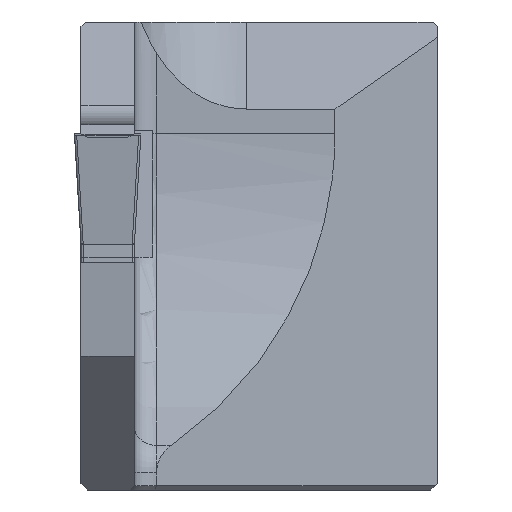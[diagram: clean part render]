
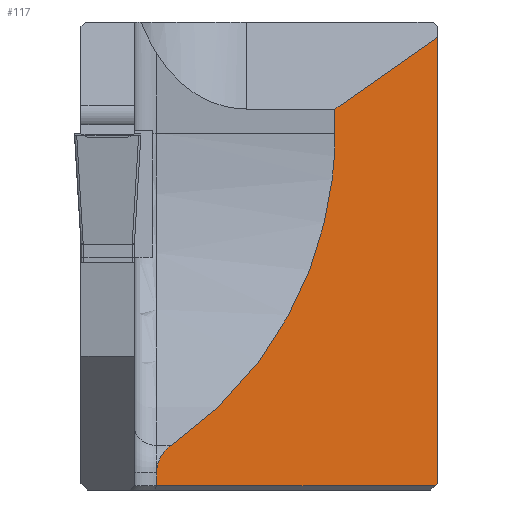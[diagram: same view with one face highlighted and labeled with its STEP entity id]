
A CAD part, left-side view. The second image highlights one B-rep face of the part: STEP entity #117.
In plain terms, the highlighted planar face has unit normal (-0.707, -0.707, 0).
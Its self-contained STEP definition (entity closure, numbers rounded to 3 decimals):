
#83=ELLIPSE('',#1900,24.042,17.);
#84=ELLIPSE('',#1901,2.121,1.5);
#117=ADVANCED_FACE('',(#299),#220,.F.);
#220=PLANE('',#1902);
#299=FACE_OUTER_BOUND('',#403,.T.);
#403=EDGE_LOOP('',(#555,#556,#557,#558,#559,#560,#561,#562));
#555=ORIENTED_EDGE('',*,*,#1242,.F.);
#556=ORIENTED_EDGE('',*,*,#1215,.F.);
#557=ORIENTED_EDGE('',*,*,#1243,.F.);
#558=ORIENTED_EDGE('',*,*,#1235,.F.);
#559=ORIENTED_EDGE('',*,*,#1244,.F.);
#560=ORIENTED_EDGE('',*,*,#1245,.F.);
#561=ORIENTED_EDGE('',*,*,#1246,.T.);
#562=ORIENTED_EDGE('',*,*,#1247,.T.);
#1051=VERTEX_POINT('',#2574);
#1053=VERTEX_POINT('',#2577);
#1072=VERTEX_POINT('',#2617);
#1073=VERTEX_POINT('',#2619);
#1077=VERTEX_POINT('',#2638);
#1078=VERTEX_POINT('',#2641);
#1079=VERTEX_POINT('',#2643);
#1080=VERTEX_POINT('',#2645);
#1215=EDGE_CURVE('',#1051,#1053,#1478,.T.);
#1235=EDGE_CURVE('',#1072,#1073,#1494,.T.);
#1242=EDGE_CURVE('',#1053,#1077,#1498,.T.);
#1243=EDGE_CURVE('',#1073,#1051,#1499,.T.);
#1244=EDGE_CURVE('',#1078,#1072,#83,.T.);
#1245=EDGE_CURVE('',#1079,#1078,#84,.T.);
#1246=EDGE_CURVE('',#1079,#1080,#1500,.T.);
#1247=EDGE_CURVE('',#1080,#1077,#1501,.T.);
#1478=LINE('',#2576,#1684);
#1494=LINE('',#2618,#1700);
#1498=LINE('',#2637,#1704);
#1499=LINE('',#2639,#1705);
#1500=LINE('',#2644,#1706);
#1501=LINE('',#2646,#1707);
#1684=VECTOR('',#2051,1.);
#1700=VECTOR('',#2079,1.);
#1704=VECTOR('',#2091,1.);
#1705=VECTOR('',#2092,1.);
#1706=VECTOR('',#2097,1.);
#1707=VECTOR('',#2098,1.);
#1900=AXIS2_PLACEMENT_3D('',#2640,#2093,#2094);
#1901=AXIS2_PLACEMENT_3D('',#2642,#2095,#2096);
#1902=AXIS2_PLACEMENT_3D('',#2647,#2099,#2100);
#2051=DIRECTION('',(0.,0.,-1.));
#2079=DIRECTION('',(0.,0.,1.));
#2091=DIRECTION('',(-0.577,0.577,-0.577));
#2092=DIRECTION('',(0.634,-0.634,0.444));
#2093=DIRECTION('',(-0.707,-0.707,0.));
#2094=DIRECTION('',(-0.707,0.707,0.));
#2095=DIRECTION('',(0.707,0.707,0.));
#2096=DIRECTION('',(-0.707,0.707,0.));
#2097=DIRECTION('',(0.,0.,-1.));
#2098=DIRECTION('',(0.707,-0.707,0.));
#2099=DIRECTION('',(0.707,0.707,0.));
#2100=DIRECTION('',(0.707,-0.707,0.));
#2574=CARTESIAN_POINT('',(21.6,-16.,4.314));
#2576=CARTESIAN_POINT('',(21.6,-16.,-27.));
#2577=CARTESIAN_POINT('',(21.6,-16.,-15.7));
#2617=CARTESIAN_POINT('',(17.,-11.4,0.));
#2618=CARTESIAN_POINT('',(17.,-11.4,-27.));
#2619=CARTESIAN_POINT('',(17.,-11.4,1.094));
#2637=CARTESIAN_POINT('',(9.433,-3.833,-27.867));
#2638=CARTESIAN_POINT('',(21.5,-15.9,-15.8));
#2639=CARTESIAN_POINT('',(2.676,2.924,-8.936));
#2640=CARTESIAN_POINT('',(0.,5.6,0.));
#2641=CARTESIAN_POINT('',(9.649,-4.049,-13.997));
#2642=CARTESIAN_POINT('',(10.5,-4.9,-15.232));
#2643=CARTESIAN_POINT('',(9.,-3.4,-15.232));
#2644=CARTESIAN_POINT('',(9.,-3.4,-16.));
#2645=CARTESIAN_POINT('',(9.,-3.4,-15.8));
#2646=CARTESIAN_POINT('',(9.,-3.4,-15.8));
#2647=CARTESIAN_POINT('',(9.,-3.4,-27.));
